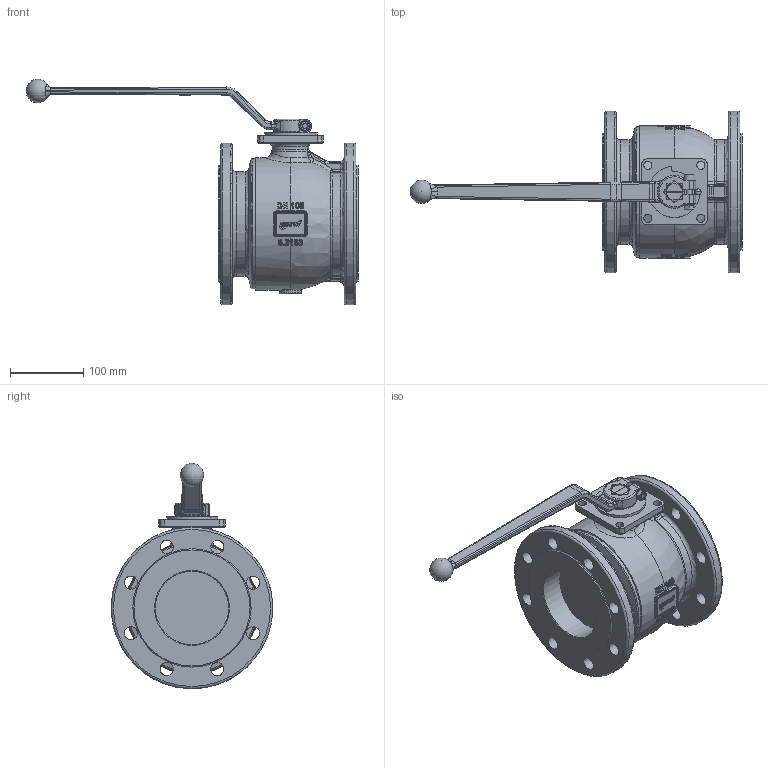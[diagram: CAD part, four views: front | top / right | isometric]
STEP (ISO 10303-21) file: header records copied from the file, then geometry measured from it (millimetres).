
FILE_DESCRIPTION(('HOOPS Exchange Step'),'2;1');
FILE_NAME('FK0100_DN100_PN16.stp','2025-07-17T15:30:42+02:00',('nieru'),('Unknown organisation'),'HOOPS Exchange 2024.2','HOOPS Exchange','Unknown authorisation');
FILE_SCHEMA( ('AP203_CONFIGURATION_CONTROLLED_3D_DESIGN_OF_MECHANICAL_PARTS_AND_ASSEMBLIES_MIM_LF') );
Length unit declared in the file: millimetre
Products named in the file (2): 0; root
Assembly tree (1 placements, depth 2):
  root
    0
Bounding box: 452 x 220 x 307 mm (x, y, z)
Volume: 4392131.9 mm3; surface area: 311540.5 mm2
Topology: 1 solids, 1 shells, 1006 faces, 2827 edges, 1861 vertices
Faces by surface type: bspline 308, plane 296, cylinder 241, torus 99, cone 35, sphere 27
Full cylindrical faces by diameter (mm): 6.647 x1, 8 x2, 8.6 x2, 11 x4, 13 x1, 18 x16, 29.95 x1, 30 x1, 50 x1, 100 x2, 142 x1, 158 x2, 177 x1, 180 x1, 220 x2
Entity records: 46044 total; most frequent: CARTESIAN_POINT 22463, ORIENTED_EDGE 5640, DIRECTION 3872, EDGE_CURVE 2820, VERTEX_POINT 1861, AXIS2_PLACEMENT_3D 1461, EDGE_LOOP 1111, FACE_BOUND 1111
